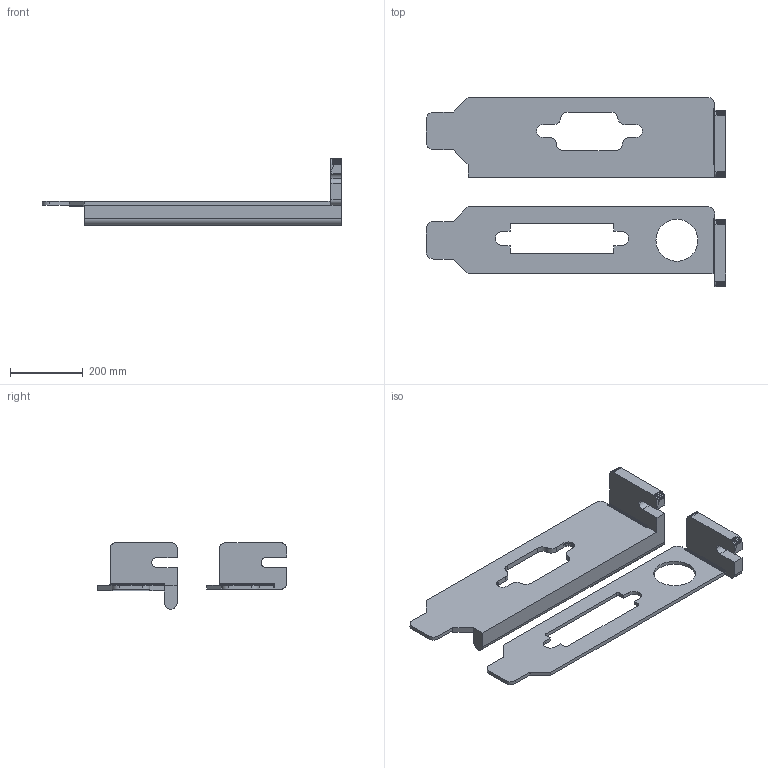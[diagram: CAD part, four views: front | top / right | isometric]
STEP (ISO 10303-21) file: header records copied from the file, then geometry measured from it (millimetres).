
FILE_DESCRIPTION(/* description */ (''),/* implementation_level */ '2;1');
FILE_NAME(/* name */ 'ITG2 Low Profile Bracket FX5200 v6.step',/* time_stamp */ '2022-09-19T13:11:15+02:00',/* author */ (''),/* organization */ (''),/* preprocessor_version */ 'ST-DEVELOPER v19',/* originating_system */ 'Autodesk Translation Framework v11.7.0.108',/* authorisation */ '');
FILE_SCHEMA (('AUTOMOTIVE_DESIGN { 1 0 10303 214 3 1 1 }'));
Length unit declared in the file: millimetre
Products named in the file (1): ITG2 Low Profile Bracket FX5200
Bounding box: 822 x 519 x 182 mm (x, y, z)
Volume: 5521285 mm3; surface area: 736455.3 mm2
Topology: 2 solids, 2 shells, 280 faces, 733 edges, 457 vertices
Faces by surface type: plane 242, cylinder 38
Full cylindrical faces by diameter (mm): 115 x1
Entity records: 8444 total; most frequent: CARTESIAN_POINT 1471, ORIENTED_EDGE 1466, DIRECTION 1398, EDGE_CURVE 733, LINE 630, VECTOR 630, VERTEX_POINT 457, AXIS2_PLACEMENT_3D 384
